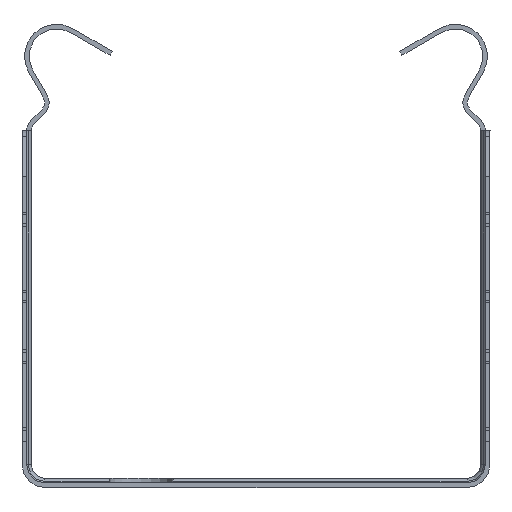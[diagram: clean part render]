
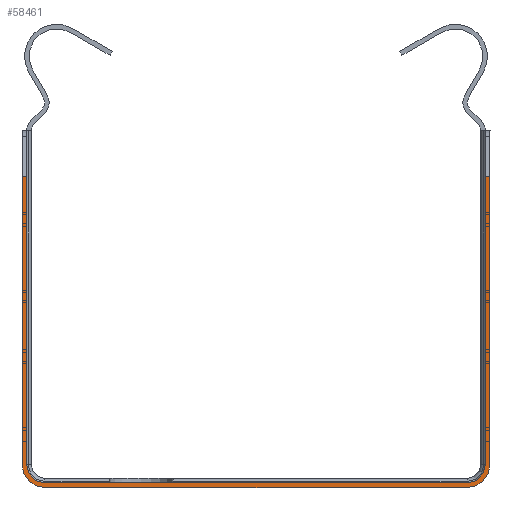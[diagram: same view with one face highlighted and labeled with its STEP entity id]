
A CAD part, front view. The second image highlights one B-rep face of the part: STEP entity #58461.
In plain terms, the highlighted planar face has unit normal (0, -1, 0).
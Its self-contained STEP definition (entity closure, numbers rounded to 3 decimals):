
#3596=CIRCLE('',#63740,2.5);
#3597=CIRCLE('',#63742,2.5);
#3655=CIRCLE('',#63885,2.);
#3656=CIRCLE('',#63888,2.);
#7814=FACE_OUTER_BOUND('',#11851,.T.);
#11851=EDGE_LOOP('',(#53883,#53884,#53885,#53886,#53887,#53888,#53889,#53890,
#53891,#53892,#53893,#53894));
#15023=LINE('',#89301,#20834);
#17483=LINE('',#96718,#23294);
#17509=LINE('',#96813,#23320);
#17652=LINE('',#97211,#23463);
#17654=LINE('',#97215,#23465);
#17656=LINE('',#97220,#23467);
#17659=LINE('',#97228,#23470);
#17662=LINE('',#97235,#23473);
#20834=VECTOR('',#72540,10.);
#23294=VECTOR('',#80000,10.);
#23320=VECTOR('',#80076,10.);
#23463=VECTOR('',#80491,10.);
#23465=VECTOR('',#80495,10.);
#23467=VECTOR('',#80501,10.);
#23470=VECTOR('',#80510,10.);
#23473=VECTOR('',#80519,10.);
#26341=VERTEX_POINT('',#89298);
#26342=VERTEX_POINT('',#89300);
#28798=VERTEX_POINT('',#96715);
#28799=VERTEX_POINT('',#96717);
#28840=VERTEX_POINT('',#96803);
#28843=VERTEX_POINT('',#96811);
#28962=VERTEX_POINT('',#97209);
#28963=VERTEX_POINT('',#97213);
#28964=VERTEX_POINT('',#97219);
#28965=VERTEX_POINT('',#97223);
#28966=VERTEX_POINT('',#97227);
#28967=VERTEX_POINT('',#97231);
#33309=EDGE_CURVE('',#26342,#26341,#15023,.T.);
#37017=EDGE_CURVE('',#28799,#28798,#17483,.T.);
#37059=EDGE_CURVE('',#28798,#26342,#3596,.T.);
#37061=EDGE_CURVE('',#26341,#28840,#3597,.T.);
#37065=EDGE_CURVE('',#28840,#28843,#17509,.T.);
#37264=EDGE_CURVE('',#28962,#28799,#17652,.T.);
#37266=EDGE_CURVE('',#28843,#28963,#17654,.T.);
#37268=EDGE_CURVE('',#28964,#28962,#17656,.T.);
#37270=EDGE_CURVE('',#28965,#28964,#3655,.T.);
#37272=EDGE_CURVE('',#28966,#28965,#17659,.T.);
#37274=EDGE_CURVE('',#28967,#28966,#3656,.T.);
#37276=EDGE_CURVE('',#28963,#28967,#17662,.T.);
#53883=ORIENTED_EDGE('',*,*,#37266,.T.);
#53884=ORIENTED_EDGE('',*,*,#37276,.T.);
#53885=ORIENTED_EDGE('',*,*,#37274,.T.);
#53886=ORIENTED_EDGE('',*,*,#37272,.T.);
#53887=ORIENTED_EDGE('',*,*,#37270,.T.);
#53888=ORIENTED_EDGE('',*,*,#37268,.T.);
#53889=ORIENTED_EDGE('',*,*,#37264,.T.);
#53890=ORIENTED_EDGE('',*,*,#37017,.T.);
#53891=ORIENTED_EDGE('',*,*,#37059,.T.);
#53892=ORIENTED_EDGE('',*,*,#33309,.T.);
#53893=ORIENTED_EDGE('',*,*,#37061,.T.);
#53894=ORIENTED_EDGE('',*,*,#37065,.T.);
#55550=PLANE('',#63890);
#58461=ADVANCED_FACE('',(#7814),#55550,.T.);
#63740=AXIS2_PLACEMENT_3D('',#96801,#80063,#80064);
#63742=AXIS2_PLACEMENT_3D('',#96805,#80068,#80069);
#63885=AXIS2_PLACEMENT_3D('',#97224,#80505,#80506);
#63888=AXIS2_PLACEMENT_3D('',#97232,#80514,#80515);
#63890=AXIS2_PLACEMENT_3D('',#97236,#80520,#80521);
#72540=DIRECTION('',(1.,0.,0.));
#80000=DIRECTION('',(0.,0.,-1.));
#80063=DIRECTION('center_axis',(0.,-1.,0.));
#80064=DIRECTION('ref_axis',(-1.,0.,0.));
#80068=DIRECTION('center_axis',(0.,-1.,0.));
#80069=DIRECTION('ref_axis',(0.,0.,
-1.));
#80076=DIRECTION('',(0.,0.,1.));
#80491=DIRECTION('',(-1.,0.,0.));
#80495=DIRECTION('',(-1.,0.,0.));
#80501=DIRECTION('',(0.,0.,1.));
#80505=DIRECTION('center_axis',(0.,1.,0.));
#80506=DIRECTION('ref_axis',(1.,0.,0.));
#80510=DIRECTION('',(-1.,0.,0.));
#80514=DIRECTION('center_axis',(0.,1.,0.));
#80515=DIRECTION('ref_axis',(0.,0.,
1.));
#80519=DIRECTION('',(0.,0.,-1.));
#80520=DIRECTION('center_axis',(0.,-1.,0.));
#80521=DIRECTION('ref_axis',(0.,0.,-1.));
#89298=CARTESIAN_POINT('',(23.,-36.,-0.5));
#89300=CARTESIAN_POINT('',(-23.,-36.,-0.5));
#89301=CARTESIAN_POINT('',(-23.,-36.,-0.5));
#96715=CARTESIAN_POINT('',(-25.5,-36.,2.));
#96717=CARTESIAN_POINT('',(-25.5,-36.,33.387));
#96718=CARTESIAN_POINT('',(-25.5,-36.,38.387));
#96801=CARTESIAN_POINT('Origin',(-23.,-36.,2.));
#96803=CARTESIAN_POINT('',(25.5,-36.,2.));
#96805=CARTESIAN_POINT('Origin',(23.,-36.,2.));
#96811=CARTESIAN_POINT('',(25.5,-36.,33.387));
#96813=CARTESIAN_POINT('',(25.5,-36.,2.));
#97209=CARTESIAN_POINT('',(-25.,-36.,33.387));
#97211=CARTESIAN_POINT('',(12.5,-36.,33.387));
#97213=CARTESIAN_POINT('',(25.,-36.,33.387));
#97215=CARTESIAN_POINT('',(12.5,-36.,33.387));
#97219=CARTESIAN_POINT('',(-25.,-36.,2.));
#97220=CARTESIAN_POINT('',(-25.,-36.,2.));
#97223=CARTESIAN_POINT('',(-23.,-36.,0.));
#97224=CARTESIAN_POINT('Origin',(-23.,-36.,2.));
#97227=CARTESIAN_POINT('',(23.,-36.,0.));
#97228=CARTESIAN_POINT('',(23.,-36.,0.));
#97231=CARTESIAN_POINT('',(25.,-36.,2.));
#97232=CARTESIAN_POINT('Origin',(23.,-36.,2.));
#97235=CARTESIAN_POINT('',(25.,-36.,38.387));
#97236=CARTESIAN_POINT('Origin',(0.,-36.,18.5));
